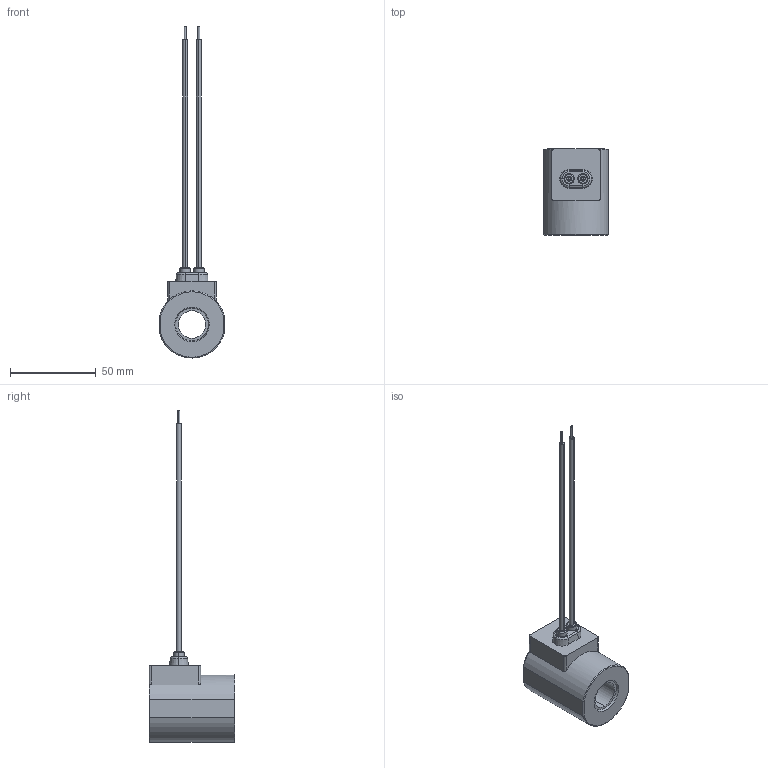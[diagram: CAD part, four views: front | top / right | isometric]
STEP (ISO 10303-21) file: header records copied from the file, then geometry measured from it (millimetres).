
FILE_DESCRIPTION (( 'STEP AP203' ), '1' );
FILE_NAME ('EC16B260C.STEP', '2021-05-07T00:52:35', ( '' ), ( '' ), 'SwSTEP 2.0', 'SolidWorks 2018', '' );
FILE_SCHEMA (( 'CONFIG_CONTROL_DESIGN' ));
Length unit declared in the file: millimetre
Products named in the file (1): EC16B260C
Bounding box: 37.5 x 50 x 193.1 mm (x, y, z)
Volume: 57657.5 mm3; surface area: 14203.7 mm2
Topology: 1 solids, 1 shells, 66 faces, 148 edges, 93 vertices
Faces by surface type: cylinder 27, plane 19, torus 13, cone 7
Entity records: 1987 total; most frequent: CARTESIAN_POINT 388, DIRECTION 346, ORIENTED_EDGE 296, EDGE_CURVE 148, AXIS2_PLACEMENT_3D 145, VERTEX_POINT 93, CIRCLE 78, EDGE_LOOP 77
